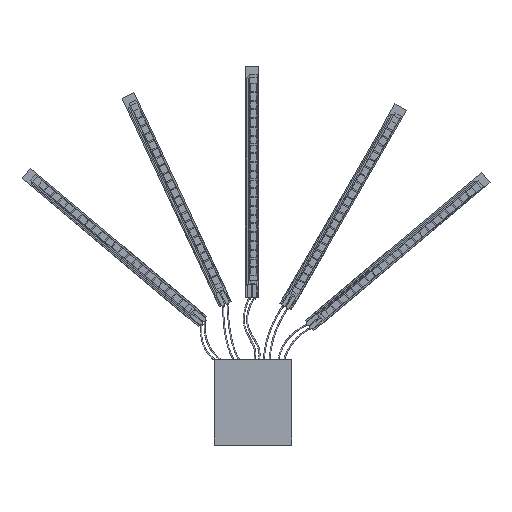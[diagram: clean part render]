
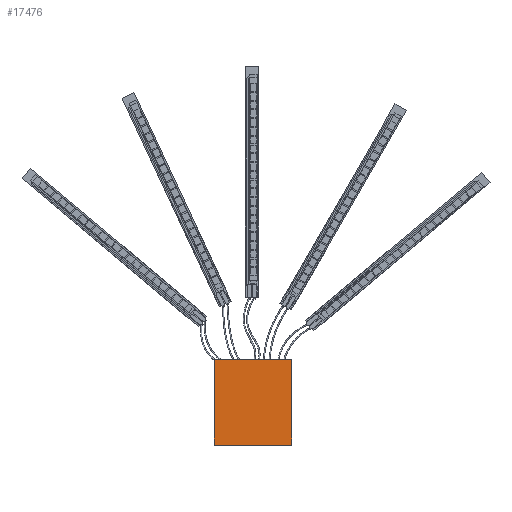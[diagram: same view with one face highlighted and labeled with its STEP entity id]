
A CAD part, top view. The second image highlights one B-rep face of the part: STEP entity #17476.
In plain terms, the highlighted face is planar.
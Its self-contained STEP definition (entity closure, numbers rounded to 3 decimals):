
#1353=FACE_OUTER_BOUND('',#2192,.T.);
#2192=EDGE_LOOP('',(#15488,#15489,#15490,#15491));
#4105=LINE('',#31053,#6052);
#4107=LINE('',#31057,#6054);
#4109=LINE('',#31061,#6056);
#4111=LINE('',#31064,#6058);
#6052=VECTOR('',#23527,10.);
#6054=VECTOR('',#23531,10.);
#6056=VECTOR('',#23535,10.);
#6058=VECTOR('',#23539,10.);
#8710=VERTEX_POINT('',#31050);
#8711=VERTEX_POINT('',#31052);
#8712=VERTEX_POINT('',#31056);
#8713=VERTEX_POINT('',#31060);
#11301=EDGE_CURVE('',#8711,#8710,#4105,.T.);
#11303=EDGE_CURVE('',#8712,#8711,#4107,.T.);
#11305=EDGE_CURVE('',#8713,#8712,#4109,.T.);
#11307=EDGE_CURVE('',#8710,#8713,#4111,.T.);
#15488=ORIENTED_EDGE('',*,*,#11307,.T.);
#15489=ORIENTED_EDGE('',*,*,#11305,.T.);
#15490=ORIENTED_EDGE('',*,*,#11303,.T.);
#15491=ORIENTED_EDGE('',*,*,#11301,.T.);
#16184=PLANE('',#19031);
#17476=ADVANCED_FACE('',(#1353),#16184,.T.);
#19031=AXIS2_PLACEMENT_3D('',#31065,#23540,#23541);
#23527=DIRECTION('',(0.,0.,1.));
#23531=DIRECTION('',(-1.,0.,0.));
#23535=DIRECTION('',(0.,0.,-1.));
#23539=DIRECTION('',(1.,0.,0.));
#23540=DIRECTION('center_axis',(0.,1.,0.));
#23541=DIRECTION('ref_axis',(0.,0.,1.));
#31050=CARTESIAN_POINT('',(0.,26.5,0.));
#31052=CARTESIAN_POINT('',(0.,26.5,-38.));
#31053=CARTESIAN_POINT('',(0.,26.5,-38.));
#31056=CARTESIAN_POINT('',(42.,26.5,-38.));
#31057=CARTESIAN_POINT('',(42.,26.5,-38.));
#31060=CARTESIAN_POINT('',(42.,26.5,0.));
#31061=CARTESIAN_POINT('',(42.,26.5,0.));
#31064=CARTESIAN_POINT('',(0.,26.5,0.));
#31065=CARTESIAN_POINT('Origin',(21.,26.5,-19.));
